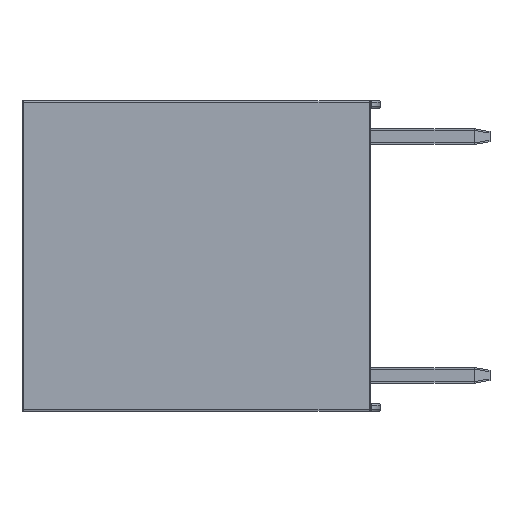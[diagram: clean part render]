
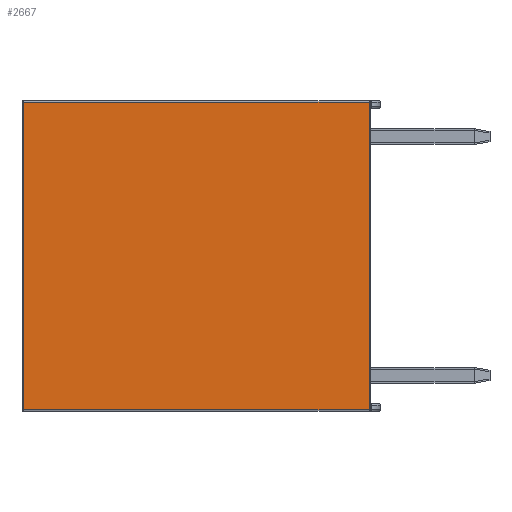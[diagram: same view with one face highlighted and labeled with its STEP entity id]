
A CAD part, left-side view. The second image highlights one B-rep face of the part: STEP entity #2667.
In plain terms, the highlighted planar face has unit normal (-1, 0, 0).
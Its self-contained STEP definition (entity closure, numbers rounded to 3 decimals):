
#70 = LINE ( 'NONE', #1995, #962 ) ;
#100 = CARTESIAN_POINT ( 'NONE',  ( -10.15, 11.1, 4.9 ) ) ;
#179 = DIRECTION ( 'NONE',  ( 0., 0., -1. ) ) ;
#256 = LINE ( 'NONE', #1745, #5678 ) ;
#365 = CARTESIAN_POINT ( 'NONE',  ( -10.15, 11.05, -4.9 ) ) ;
#590 = CARTESIAN_POINT ( 'NONE',  ( -10.15, 0.05, 4.9 ) ) ;
#657 = VECTOR ( 'NONE', #5929, 1000. ) ;
#962 = VECTOR ( 'NONE', #3899, 1000. ) ;
#1330 = CARTESIAN_POINT ( 'NONE',  ( -10.15, 11.05, 4.9 ) ) ;
#1490 = CARTESIAN_POINT ( 'NONE',  ( -10.15, 0.05, -4.9 ) ) ;
#1645 = VERTEX_POINT ( 'NONE', #1330 ) ;
#1662 = FACE_OUTER_BOUND ( 'NONE', #4137, .T. ) ;
#1745 = CARTESIAN_POINT ( 'NONE',  ( -10.15, 0.05, 4.95 ) ) ;
#1909 = ORIENTED_EDGE ( 'NONE', *, *, #4126, .T. ) ;
#1995 = CARTESIAN_POINT ( 'NONE',  ( -10.15, 11.1, -4.9 ) ) ;
#2014 = CARTESIAN_POINT ( 'NONE',  ( -10.15, 11.1, 4.95 ) ) ;
#2660 = AXIS2_PLACEMENT_3D ( 'NONE', #2014, #3570, #179 ) ;
#2667 = ADVANCED_FACE ( 'NONE', ( #1662 ), #3006, .F. ) ;
#2789 = VECTOR ( 'NONE', #3003, 1000. ) ;
#2845 = ORIENTED_EDGE ( 'NONE', *, *, #5222, .T. ) ;
#3003 = DIRECTION ( 'NONE',  ( 0., 0., -1. ) ) ;
#3006 = PLANE ( 'NONE',  #2660 ) ;
#3252 = DIRECTION ( 'NONE',  ( 0., 0., 1. ) ) ;
#3291 = VERTEX_POINT ( 'NONE', #1490 ) ;
#3343 = EDGE_CURVE ( 'NONE', #5089, #3291, #70, .T. ) ;
#3570 = DIRECTION ( 'NONE',  ( 1., 0., 0. ) ) ;
#3663 = ORIENTED_EDGE ( 'NONE', *, *, #4267, .T. ) ;
#3899 = DIRECTION ( 'NONE',  ( 0., -1., 0. ) ) ;
#3956 = LINE ( 'NONE', #100, #657 ) ;
#4126 = EDGE_CURVE ( 'NONE', #3291, #5169, #256, .T. ) ;
#4137 = EDGE_LOOP ( 'NONE', ( #2845, #6111, #1909, #3663 ) ) ;
#4267 = EDGE_CURVE ( 'NONE', #5169, #1645, #3956, .T. ) ;
#4413 = LINE ( 'NONE', #5004, #2789 ) ;
#5004 = CARTESIAN_POINT ( 'NONE',  ( -10.15, 11.05, 4.95 ) ) ;
#5089 = VERTEX_POINT ( 'NONE', #365 ) ;
#5169 = VERTEX_POINT ( 'NONE', #590 ) ;
#5222 = EDGE_CURVE ( 'NONE', #1645, #5089, #4413, .T. ) ;
#5678 = VECTOR ( 'NONE', #3252, 1000. ) ;
#5929 = DIRECTION ( 'NONE',  ( 0., 1., 0. ) ) ;
#6111 = ORIENTED_EDGE ( 'NONE', *, *, #3343, .T. ) ;
